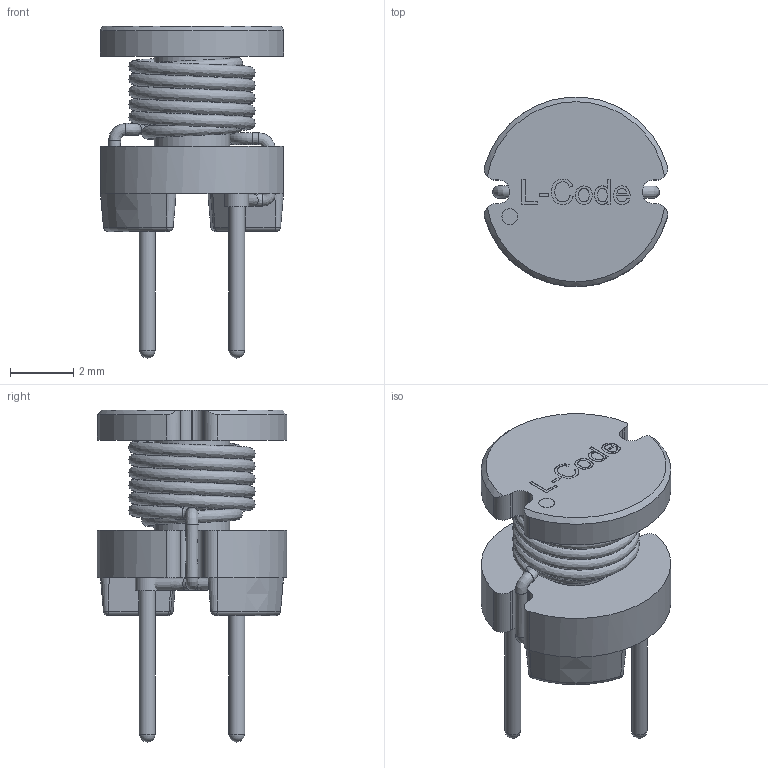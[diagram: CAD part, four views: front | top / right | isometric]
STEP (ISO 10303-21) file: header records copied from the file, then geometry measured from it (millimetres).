
FILE_DESCRIPTION(/* description */ ('Unknown'),/* implementation_level */ '2;1');
FILE_NAME(/* name */ '744779xxx',/* time_stamp */ '2022-08-17T14:24:15+02:00',/* author */ ('Unknown'),/* organization */ ('Unknown'),/* preprocessor_version */ 'ST-DEVELOPER v16.7',/* originating_system */ 'Solid Edge',/* authorisation */ 'Unknown');
FILE_SCHEMA (('AUTOMOTIVE_DESIGN {1 0 10303 214 3 1 1}'));
Length unit declared in the file: millimetre
Products named in the file (3): 744779xxx; Kern; Pin
Assembly tree (3 placements, depth 2):
  744779xxx
    Kern
    Pin  x2
Bounding box: 5.8 x 5.98 x 10.5 mm (x, y, z)
Volume: 102.3 mm3; surface area: 356.4 mm2
Topology: 4 solids, 4 shells, 149 faces, 344 edges, 219 vertices
Faces by surface type: plane 64, cylinder 36, bspline 25, cone 12, torus 10, sphere 2
Full cylindrical faces by diameter (mm): 0.5 x7, 0.75 x2, 2.4 x1
Entity records: 8421 total; most frequent: CARTESIAN_POINT 4562, ORIENTED_EDGE 596, DIRECTION 566, EDGE_CURVE 298, AXIS2_PLACEMENT_3D 225, VERTEX_POINT 204, EDGE_LOOP 186, FACE_BOUND 186
